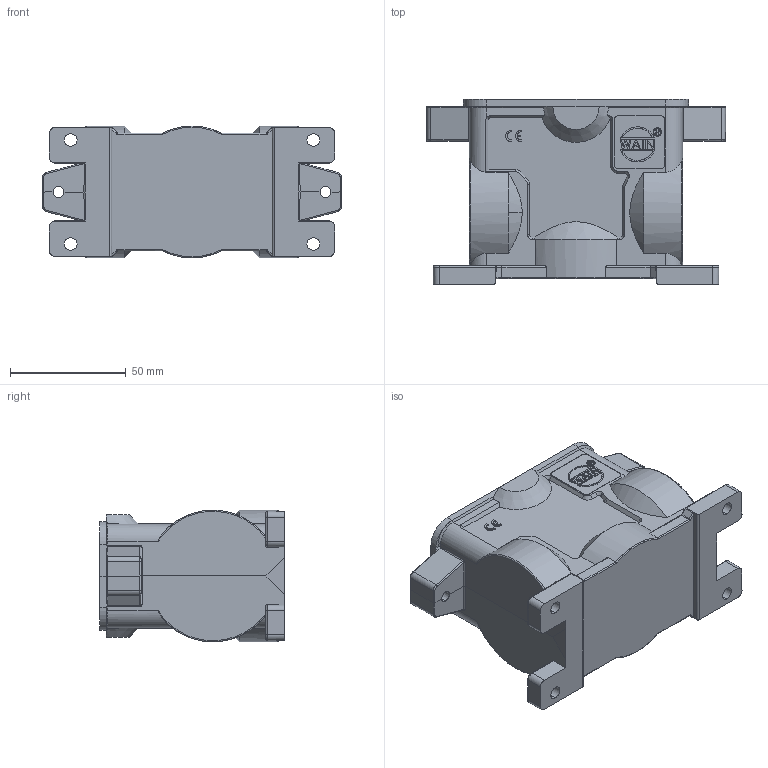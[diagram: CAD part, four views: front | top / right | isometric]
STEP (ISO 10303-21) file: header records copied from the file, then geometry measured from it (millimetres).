
FILE_DESCRIPTION((''),'2;1');
FILE_NAME('PRT0030','2024-01-27T',('13001'),(''),'PRO/ENGINEER BY PARAMETRIC TECHNOLOGY CORPORATION, 2012480','PRO/ENGINEER BY PARAMETRIC TECHNOLOGY CORPORATION, 2012480','');
FILE_SCHEMA(('CONFIG_CONTROL_DESIGN'));
Length unit declared in the file: millimetre
Products named in the file (1): PRT0030
Bounding box: 129.5 x 80 x 57 mm (x, y, z)
Volume: 139760.8 mm3; surface area: 54690.3 mm2
Topology: 1 solids, 1 shells, 593 faces, 1605 edges, 1039 vertices
Faces by surface type: plane 330, cylinder 144, cone 59, bspline 38, sphere 8, extrusion 8, torus 6
Entity records: 21468 total; most frequent: CARTESIAN_POINT 6912, ORIENTED_EDGE 3194, DIRECTION 2746, EDGE_CURVE 1597, VERTEX_POINT 1039, VECTOR 996, LINE 988, AXIS2_PLACEMENT_3D 875
